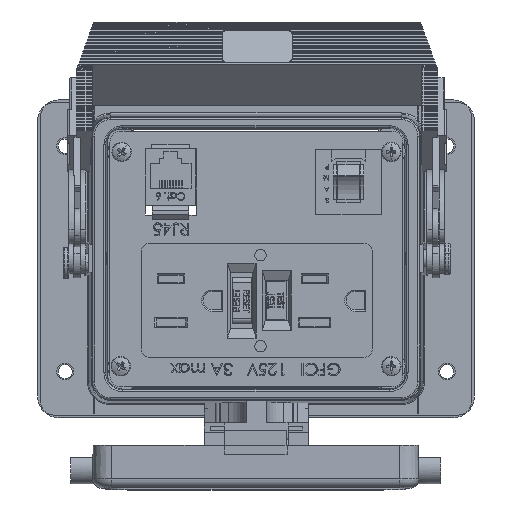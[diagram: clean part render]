
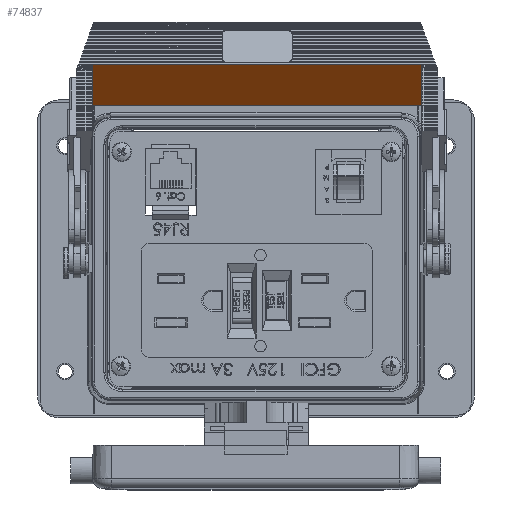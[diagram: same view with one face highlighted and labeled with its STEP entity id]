
A CAD part, top view. The second image highlights one B-rep face of the part: STEP entity #74837.
In plain terms, the highlighted planar face has unit normal (0, -0.695, 0.719).
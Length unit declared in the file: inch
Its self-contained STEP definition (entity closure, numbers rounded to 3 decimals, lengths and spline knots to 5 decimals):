
#109 = CARTESIAN_POINT ( 'NONE',  ( 1.883, 2.34628, 0.95126 ) ) ;
#1673 = CARTESIAN_POINT ( 'NONE',  ( 1.883, 2.34628, 0.95126 ) ) ;
#5800 = VERTEX_POINT ( 'NONE', #34317 ) ;
#10878 = ORIENTED_EDGE ( 'NONE', *, *, #95608, .T. ) ;
#13089 = LINE ( 'NONE', #117548, #92701 ) ;
#15700 = CARTESIAN_POINT ( 'NONE',  ( -1.857, 2.19923, 0.80925 ) ) ;
#25794 = VERTEX_POINT ( 'NONE', #97886 ) ;
#27413 = CARTESIAN_POINT ( 'NONE',  ( -1.857, 2.34628, 0.95126 ) ) ;
#28929 = CARTESIAN_POINT ( 'NONE',  ( 1.883, 2.19923, 0.80925 ) ) ;
#34212 = ORIENTED_EDGE ( 'NONE', *, *, #58495, .T. ) ;
#34317 = CARTESIAN_POINT ( 'NONE',  ( 1.883, 1.73484, 0.3608 ) ) ;
#38435 = EDGE_LOOP ( 'NONE', ( #76398, #10878, #34212, #145555 ) ) ;
#52600 = EDGE_CURVE ( 'NONE', #85773, #5800, #13089, .T. ) ;
#55121 = LINE ( 'NONE', #109, #58752 ) ;
#55384 = LINE ( 'NONE', #27413, #120410 ) ;
#58495 = EDGE_CURVE ( 'NONE', #109930, #85773, #55384, .T. ) ;
#58752 = VECTOR ( 'NONE', #80855, 39.37008 ) ;
#73878 = DIRECTION ( 'NONE',  ( -1., 0., 0. ) ) ;
#74837 = ADVANCED_FACE ( 'NONE', ( #116460 ), #104674, .F. ) ;
#76398 = ORIENTED_EDGE ( 'NONE', *, *, #92227, .F. ) ;
#80855 = DIRECTION ( 'NONE',  ( 0., -0.719, -0.695 ) ) ;
#85773 = VERTEX_POINT ( 'NONE', #130096 ) ;
#87875 = LINE ( 'NONE', #28929, #109470 ) ;
#92227 = EDGE_CURVE ( 'NONE', #25794, #5800, #55121, .T. ) ;
#92701 = VECTOR ( 'NONE', #141268, 39.37008 ) ;
#95608 = EDGE_CURVE ( 'NONE', #25794, #109930, #87875, .T. ) ;
#97886 = CARTESIAN_POINT ( 'NONE',  ( 1.883, 2.19923, 0.80925 ) ) ;
#104674 = PLANE ( 'NONE',  #132863 ) ;
#105655 = DIRECTION ( 'NONE',  ( 0., 0.695, -0.719 ) ) ;
#109470 = VECTOR ( 'NONE', #73878, 39.37008 ) ;
#109930 = VERTEX_POINT ( 'NONE', #15700 ) ;
#116460 = FACE_OUTER_BOUND ( 'NONE', #38435, .T. ) ;
#117548 = CARTESIAN_POINT ( 'NONE',  ( 1.883, 1.73484, 0.3608 ) ) ;
#120410 = VECTOR ( 'NONE', #120716, 39.37008 ) ;
#120716 = DIRECTION ( 'NONE',  ( 0., -0.719, -0.695 ) ) ;
#128250 = DIRECTION ( 'NONE',  ( 0., 0.719, 0.695 ) ) ;
#130096 = CARTESIAN_POINT ( 'NONE',  ( -1.857, 1.73484, 0.3608 ) ) ;
#132863 = AXIS2_PLACEMENT_3D ( 'NONE', #1673, #105655, #128250 ) ;
#141268 = DIRECTION ( 'NONE',  ( 1., 0., 0. ) ) ;
#145555 = ORIENTED_EDGE ( 'NONE', *, *, #52600, .T. ) ;
